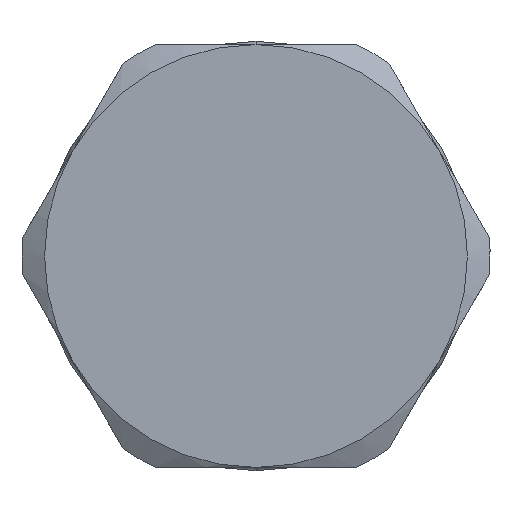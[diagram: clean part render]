
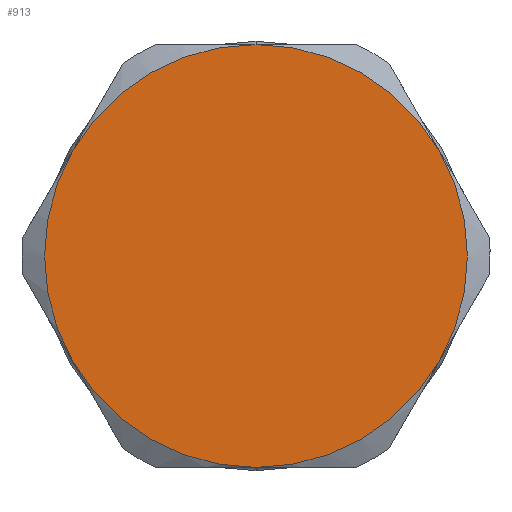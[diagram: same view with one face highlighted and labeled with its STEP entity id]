
A CAD part, left-side view. The second image highlights one B-rep face of the part: STEP entity #913.
In plain terms, the highlighted planar face has unit normal (-1, 0, 0).
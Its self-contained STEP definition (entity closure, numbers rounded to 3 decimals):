
#137 = CARTESIAN_POINT ( 'NONE',  ( 0., -9.622, 5.555 ) ) ;
#253 = AXIS2_PLACEMENT_3D ( 'NONE', #684, #6263, #1175 ) ;
#296 = DIRECTION ( 'NONE',  ( 0., 0., -1. ) ) ;
#604 = CIRCLE ( 'NONE', #1679, 11.11 ) ;
#684 = CARTESIAN_POINT ( 'NONE',  ( 0., 0., 0. ) ) ;
#789 = DIRECTION ( 'NONE',  ( 0., 0., -1. ) ) ;
#816 = DIRECTION ( 'NONE',  ( 1., 0., 0. ) ) ;
#825 = ORIENTED_EDGE ( 'NONE', *, *, #4289, .F. ) ;
#868 = ORIENTED_EDGE ( 'NONE', *, *, #5113, .F. ) ;
#913 = ADVANCED_FACE ( 'NONE', ( #3244 ), #2232, .F. ) ;
#1175 = DIRECTION ( 'NONE',  ( 0., 0., -1. ) ) ;
#1304 = CIRCLE ( 'NONE', #2670, 11.11 ) ;
#1310 = EDGE_CURVE ( 'NONE', #3304, #5050, #2440, .T. ) ;
#1495 = CIRCLE ( 'NONE', #253, 11.11 ) ;
#1560 = ORIENTED_EDGE ( 'NONE', *, *, #3839, .F. ) ;
#1576 = EDGE_CURVE ( 'NONE', #1937, #3117, #6370, .T. ) ;
#1582 = VERTEX_POINT ( 'NONE', #5209 ) ;
#1679 = AXIS2_PLACEMENT_3D ( 'NONE', #6411, #2945, #3861 ) ;
#1937 = VERTEX_POINT ( 'NONE', #5228 ) ;
#1975 = AXIS2_PLACEMENT_3D ( 'NONE', #4400, #5879, #789 ) ;
#2232 = PLANE ( 'NONE',  #1975 ) ;
#2440 = CIRCLE ( 'NONE', #5031, 11.11 ) ;
#2670 = AXIS2_PLACEMENT_3D ( 'NONE', #2962, #6511, #5015 ) ;
#2924 = AXIS2_PLACEMENT_3D ( 'NONE', #4921, #816, #3373 ) ;
#2945 = DIRECTION ( 'NONE',  ( -1., 0., 0. ) ) ;
#2962 = CARTESIAN_POINT ( 'NONE',  ( 0., 0., 0. ) ) ;
#3104 = ORIENTED_EDGE ( 'NONE', *, *, #1310, .F. ) ;
#3117 = VERTEX_POINT ( 'NONE', #5309 ) ;
#3244 = FACE_OUTER_BOUND ( 'NONE', #4258, .T. ) ;
#3284 = EDGE_CURVE ( 'NONE', #3304, #1582, #604, .T. ) ;
#3304 = VERTEX_POINT ( 'NONE', #5392 ) ;
#3359 = CARTESIAN_POINT ( 'NONE',  ( 0., 0., 0. ) ) ;
#3373 = DIRECTION ( 'NONE',  ( 0., 0., -1. ) ) ;
#3528 = ORIENTED_EDGE ( 'NONE', *, *, #3284, .T. ) ;
#3705 = CARTESIAN_POINT ( 'NONE',  ( 0., -9.622, -5.555 ) ) ;
#3811 = CARTESIAN_POINT ( 'NONE',  ( 0., 0., 0. ) ) ;
#3839 = EDGE_CURVE ( 'NONE', #5050, #5062, #1304, .T. ) ;
#3861 = DIRECTION ( 'NONE',  ( 0., 0., 1. ) ) ;
#4258 = EDGE_LOOP ( 'NONE', ( #5684, #868, #1560, #3104, #3528, #825 ) ) ;
#4289 = EDGE_CURVE ( 'NONE', #3117, #1582, #1495, .T. ) ;
#4400 = CARTESIAN_POINT ( 'NONE',  ( 0., -12.829, 0. ) ) ;
#4836 = DIRECTION ( 'NONE',  ( 0., 0., -1. ) ) ;
#4921 = CARTESIAN_POINT ( 'NONE',  ( 0., 0., 0. ) ) ;
#5015 = DIRECTION ( 'NONE',  ( 0., 0., -1. ) ) ;
#5031 = AXIS2_PLACEMENT_3D ( 'NONE', #3359, #5391, #296 ) ;
#5050 = VERTEX_POINT ( 'NONE', #137 ) ;
#5062 = VERTEX_POINT ( 'NONE', #3705 ) ;
#5113 = EDGE_CURVE ( 'NONE', #5062, #1937, #6559, .T. ) ;
#5209 = CARTESIAN_POINT ( 'NONE',  ( 0., 9.622, 5.555 ) ) ;
#5228 = CARTESIAN_POINT ( 'NONE',  ( 0., 0., -11.11 ) ) ;
#5309 = CARTESIAN_POINT ( 'NONE',  ( 0., 9.622, -5.555 ) ) ;
#5391 = DIRECTION ( 'NONE',  ( 1., 0., 0. ) ) ;
#5392 = CARTESIAN_POINT ( 'NONE',  ( 0., 0., 11.11 ) ) ;
#5684 = ORIENTED_EDGE ( 'NONE', *, *, #1576, .F. ) ;
#5867 = DIRECTION ( 'NONE',  ( 1., 0., 0. ) ) ;
#5879 = DIRECTION ( 'NONE',  ( 1., 0., 0. ) ) ;
#6060 = AXIS2_PLACEMENT_3D ( 'NONE', #3811, #5867, #4836 ) ;
#6263 = DIRECTION ( 'NONE',  ( 1., 0., 0. ) ) ;
#6370 = CIRCLE ( 'NONE', #6060, 11.11 ) ;
#6411 = CARTESIAN_POINT ( 'NONE',  ( 0., 0., 0. ) ) ;
#6511 = DIRECTION ( 'NONE',  ( 1., 0., 0. ) ) ;
#6559 = CIRCLE ( 'NONE', #2924, 11.11 ) ;
